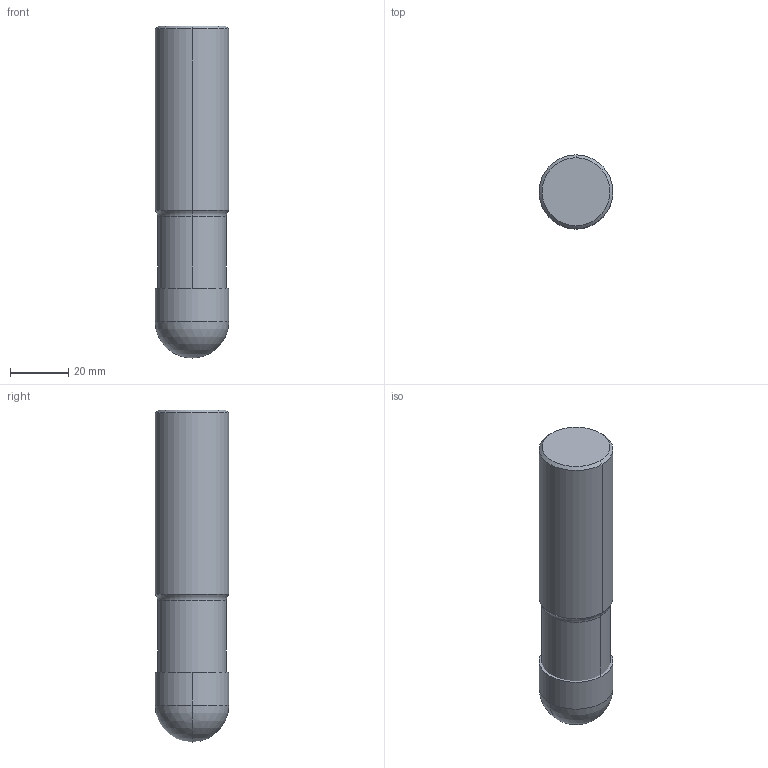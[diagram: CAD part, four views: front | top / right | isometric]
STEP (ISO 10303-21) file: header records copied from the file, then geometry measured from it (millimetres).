
FILE_DESCRIPTION(/* description */ (''),/* implementation_level */ '2;1');
FILE_NAME(/* name */ 'SRM216SAS2_IR0_5.stp',/* time_stamp */ '2023-03-10T14:02:31+09:00',/* author */ (''),/* organization */ (''),/* preprocessor_version */ 'ST-DEVELOPER v16',/* originating_system */ 'SIEMENS PLM Software NX 10.0',/* authorisation */ '');
FILE_SCHEMA (('AUTOMOTIVE_DESIGN { 1 0 10303 214 3 1 1 1 }'));
Length unit declared in the file: millimetre
Products named in the file (1): SRM216SAS2_IR0_5_ASM
Bounding box: 25.4 x 25.4 x 114.3 mm (x, y, z)
Volume: 62283.4 mm3; surface area: 11688.9 mm2
Topology: 2 solids, 2 shells, 25 faces, 61 edges, 52 vertices
Faces by surface type: cylinder 10, cone 6, plane 3, sphere 2, torus 2, bspline 2
Entity records: 1034 total; most frequent: CARTESIAN_POINT 347, DIRECTION 145, ORIENTED_EDGE 92, AXIS2_PLACEMENT_3D 62, EDGE_CURVE 46, CIRCLE 31, ADVANCED_FACE 25, FACE_OUTER_BOUND 25
